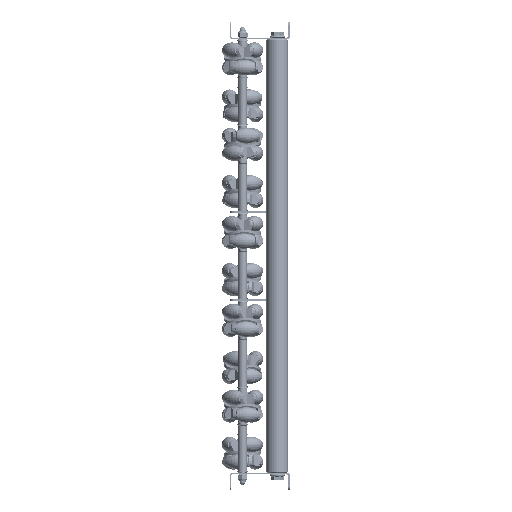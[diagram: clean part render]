
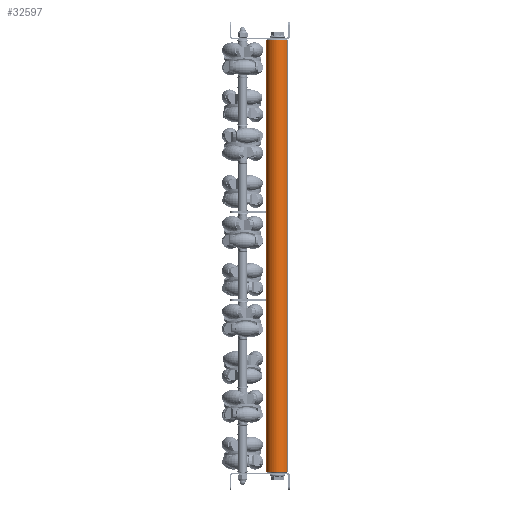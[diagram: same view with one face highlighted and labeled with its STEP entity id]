
A CAD part, left-side view. The second image highlights one B-rep face of the part: STEP entity #32597.
In plain terms, the highlighted cylindrical face has radius 12.5 mm (diameter 25 mm), a partial arc.
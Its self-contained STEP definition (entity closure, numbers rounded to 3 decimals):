
#206 = LINE ( 'NONE', #24235, #23579 ) ;
#421 = DIRECTION ( 'NONE',  ( 0., 0., -1. ) ) ;
#580 = ORIENTED_EDGE ( 'NONE', *, *, #28081, .T. ) ;
#2764 = ORIENTED_EDGE ( 'NONE', *, *, #16189, .T. ) ;
#2900 = CARTESIAN_POINT ( 'NONE',  ( 500., 0., 0. ) ) ;
#5816 = DIRECTION ( 'NONE',  ( 0., 0., 1. ) ) ;
#5973 = DIRECTION ( 'NONE',  ( 1., 0., 0. ) ) ;
#6004 = VERTEX_POINT ( 'NONE', #18565 ) ;
#8457 = CARTESIAN_POINT ( 'NONE',  ( 499., 0., 0. ) ) ;
#8707 = DIRECTION ( 'NONE',  ( -1., 0., 0. ) ) ;
#9202 = ORIENTED_EDGE ( 'NONE', *, *, #11215, .T. ) ;
#11147 = DIRECTION ( 'NONE',  ( -1., 0., 0. ) ) ;
#11215 = EDGE_CURVE ( 'NONE', #27010, #18637, #206, .T. ) ;
#12471 = CARTESIAN_POINT ( 'NONE',  ( 1., 0., 12.5 ) ) ;
#13784 = CARTESIAN_POINT ( 'NONE',  ( 499., 0., 12.5 ) ) ;
#14192 = CIRCLE ( 'NONE', #16385, 12.5 ) ;
#15607 = VERTEX_POINT ( 'NONE', #18071 ) ;
#16189 = EDGE_CURVE ( 'NONE', #18637, #15607, #21477, .T. ) ;
#16337 = DIRECTION ( 'NONE',  ( 0., 0., -1. ) ) ;
#16385 = AXIS2_PLACEMENT_3D ( 'NONE', #8457, #11147, #421 ) ;
#18071 = CARTESIAN_POINT ( 'NONE',  ( 1., 0., -12.5 ) ) ;
#18189 = AXIS2_PLACEMENT_3D ( 'NONE', #29360, #5973, #16337 ) ;
#18565 = CARTESIAN_POINT ( 'NONE',  ( 499., 0., -12.5 ) ) ;
#18637 = VERTEX_POINT ( 'NONE', #12471 ) ;
#21251 = EDGE_LOOP ( 'NONE', ( #28044, #580, #9202, #2764 ) ) ;
#21477 = CIRCLE ( 'NONE', #18189, 12.5 ) ;
#22936 = CARTESIAN_POINT ( 'NONE',  ( 500., 0., -12.5 ) ) ;
#23579 = VECTOR ( 'NONE', #31276, 1000. ) ;
#23693 = FACE_OUTER_BOUND ( 'NONE', #21251, .T. ) ;
#24235 = CARTESIAN_POINT ( 'NONE',  ( 500., 0., 12.5 ) ) ;
#27010 = VERTEX_POINT ( 'NONE', #13784 ) ;
#28044 = ORIENTED_EDGE ( 'NONE', *, *, #29218, .F. ) ;
#28081 = EDGE_CURVE ( 'NONE', #6004, #27010, #14192, .T. ) ;
#29218 = EDGE_CURVE ( 'NONE', #6004, #15607, #33586, .T. ) ;
#29360 = CARTESIAN_POINT ( 'NONE',  ( 1., 0., 0. ) ) ;
#30066 = VECTOR ( 'NONE', #33420, 1000. ) ;
#31276 = DIRECTION ( 'NONE',  ( -1., 0., 0. ) ) ;
#32103 = CYLINDRICAL_SURFACE ( 'NONE', #33646, 12.5 ) ;
#32597 = ADVANCED_FACE ( 'NONE', ( #23693 ), #32103, .T. ) ;
#33420 = DIRECTION ( 'NONE',  ( -1., 0., 0. ) ) ;
#33586 = LINE ( 'NONE', #22936, #30066 ) ;
#33646 = AXIS2_PLACEMENT_3D ( 'NONE', #2900, #8707, #5816 ) ;
